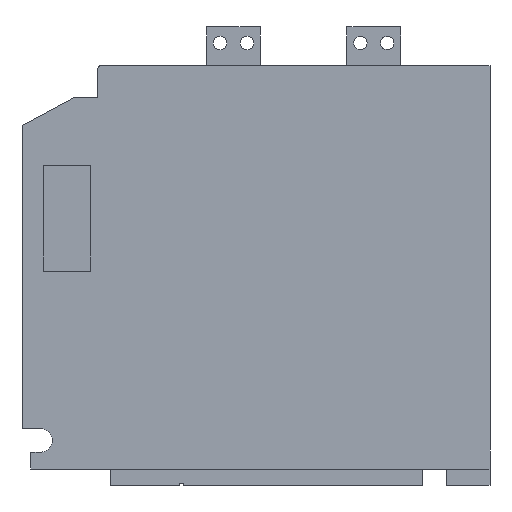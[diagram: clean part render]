
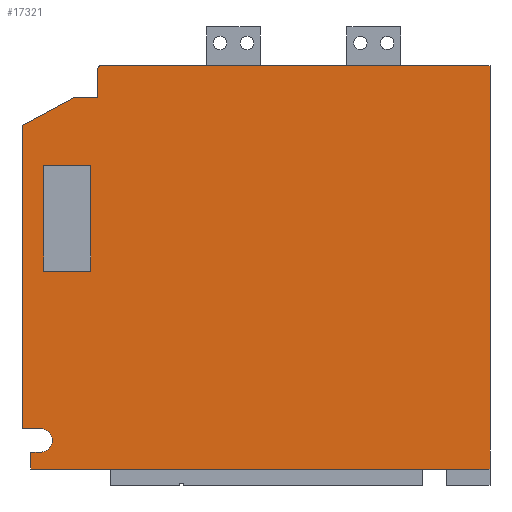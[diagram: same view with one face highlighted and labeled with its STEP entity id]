
A CAD part, left-side view. The second image highlights one B-rep face of the part: STEP entity #17321.
In plain terms, the highlighted planar face has unit normal (-1, 0, 0).
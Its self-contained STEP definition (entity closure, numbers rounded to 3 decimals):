
#24 = CIRCLE ( 'NONE', #2409, 3. ) ;
#78 = VERTEX_POINT ( 'NONE', #10910 ) ;
#256 = EDGE_CURVE ( 'NONE', #8294, #17886, #8667, .T. ) ;
#296 = DIRECTION ( 'NONE',  ( 0., -1., 0. ) ) ;
#321 = AXIS2_PLACEMENT_3D ( 'NONE', #9810, #15464, #8211 ) ;
#324 = LINE ( 'NONE', #11762, #15280 ) ;
#395 = ORIENTED_EDGE ( 'NONE', *, *, #14923, .F. ) ;
#548 = LINE ( 'NONE', #7518, #12159 ) ;
#652 = CARTESIAN_POINT ( 'NONE',  ( -142.5, 364.5, 345. ) ) ;
#794 = DIRECTION ( 'NONE',  ( 0., 1., 0. ) ) ;
#929 = CIRCLE ( 'NONE', #321, 10.897 ) ;
#956 = VERTEX_POINT ( 'NONE', #12627 ) ;
#1071 = CARTESIAN_POINT ( 'NONE',  ( -142.5, 427., 15.656 ) ) ;
#1185 = DIRECTION ( 'NONE',  ( -1., 0., 0. ) ) ;
#1567 = CARTESIAN_POINT ( 'NONE',  ( -142.5, 0., 375. ) ) ;
#2194 = CARTESIAN_POINT ( 'NONE',  ( -142.5, 361.5, 372. ) ) ;
#2409 = AXIS2_PLACEMENT_3D ( 'NONE', #2194, #1185, #5174 ) ;
#2621 = LINE ( 'NONE', #15523, #10913 ) ;
#2784 = VERTEX_POINT ( 'NONE', #17834 ) ;
#2817 = VERTEX_POINT ( 'NONE', #11242 ) ;
#2990 = VECTOR ( 'NONE', #11320, 1000. ) ;
#3166 = VECTOR ( 'NONE', #16297, 1000. ) ;
#3180 = ORIENTED_EDGE ( 'NONE', *, *, #256, .F. ) ;
#3253 = VECTOR ( 'NONE', #6741, 1000. ) ;
#3407 = LINE ( 'NONE', #9075, #17521 ) ;
#3731 = VERTEX_POINT ( 'NONE', #18311 ) ;
#3811 = EDGE_CURVE ( 'NONE', #14004, #2817, #548, .T. ) ;
#4245 = CARTESIAN_POINT ( 'NONE',  ( -142.5, 371., 282. ) ) ;
#4412 = EDGE_CURVE ( 'NONE', #10057, #12013, #16317, .T. ) ;
#4543 = PLANE ( 'NONE',  #7348 ) ;
#4573 = ORIENTED_EDGE ( 'NONE', *, *, #16910, .F. ) ;
#5056 = CARTESIAN_POINT ( 'NONE',  ( -142.5, 0., 0. ) ) ;
#5174 = DIRECTION ( 'NONE',  ( 0., 0., 1. ) ) ;
#5336 = VECTOR ( 'NONE', #296, 1000. ) ;
#5488 = EDGE_CURVE ( 'NONE', #17351, #9270, #3407, .T. ) ;
#5549 = ORIENTED_EDGE ( 'NONE', *, *, #5697, .F. ) ;
#5567 = EDGE_LOOP ( 'NONE', ( #10296, #4573, #16905, #6175, #9461, #8883, #3180, #5549, #15125, #7022, #15686, #13780 ) ) ;
#5598 = EDGE_CURVE ( 'NONE', #15611, #78, #24, .T. ) ;
#5697 = EDGE_CURVE ( 'NONE', #14004, #8294, #14009, .T. ) ;
#5828 = LINE ( 'NONE', #17167, #14168 ) ;
#5851 = VECTOR ( 'NONE', #15527, 1000. ) ;
#6121 = EDGE_CURVE ( 'NONE', #13370, #16968, #929, .T. ) ;
#6175 = ORIENTED_EDGE ( 'NONE', *, *, #11479, .T. ) ;
#6230 = DIRECTION ( 'NONE',  ( 0., 1., 0. ) ) ;
#6741 = DIRECTION ( 'NONE',  ( 0., 0., 1. ) ) ;
#6861 = DIRECTION ( 'NONE',  ( 0., 0., -1. ) ) ;
#7022 = ORIENTED_EDGE ( 'NONE', *, *, #9788, .F. ) ;
#7235 = FACE_BOUND ( 'NONE', #16484, .T. ) ;
#7348 = AXIS2_PLACEMENT_3D ( 'NONE', #1567, #11429, #15786 ) ;
#7421 = DIRECTION ( 'NONE',  ( 0., -1., 0. ) ) ;
#7465 = VERTEX_POINT ( 'NONE', #5056 ) ;
#7518 = CARTESIAN_POINT ( 'NONE',  ( -142.5, 435., 375. ) ) ;
#7793 = CARTESIAN_POINT ( 'NONE',  ( -142.5, 435., 319.314 ) ) ;
#7802 = DIRECTION ( 'NONE',  ( 0., 0., 1. ) ) ;
#8211 = DIRECTION ( 'NONE',  ( 0., 0., 1. ) ) ;
#8294 = VERTEX_POINT ( 'NONE', #12267 ) ;
#8363 = EDGE_CURVE ( 'NONE', #3731, #7465, #13829, .T. ) ;
#8568 = LINE ( 'NONE', #9691, #5851 ) ;
#8667 = LINE ( 'NONE', #14525, #5336 ) ;
#8745 = CARTESIAN_POINT ( 'NONE',  ( -142.5, 417.827, 37.45 ) ) ;
#8883 = ORIENTED_EDGE ( 'NONE', *, *, #17081, .F. ) ;
#9075 = CARTESIAN_POINT ( 'NONE',  ( -142.5, 371., 184. ) ) ;
#9270 = VERTEX_POINT ( 'NONE', #13109 ) ;
#9461 = ORIENTED_EDGE ( 'NONE', *, *, #5598, .T. ) ;
#9691 = CARTESIAN_POINT ( 'NONE',  ( -142.5, 415., 282. ) ) ;
#9788 = EDGE_CURVE ( 'NONE', #16968, #2817, #5828, .T. ) ;
#9810 = CARTESIAN_POINT ( 'NONE',  ( -142.5, 417.827, 26.553 ) ) ;
#10057 = VERTEX_POINT ( 'NONE', #14615 ) ;
#10216 = CARTESIAN_POINT ( 'NONE',  ( -142.5, 415., 184. ) ) ;
#10296 = ORIENTED_EDGE ( 'NONE', *, *, #4412, .F. ) ;
#10374 = DIRECTION ( 'NONE',  ( 0., 1., 0. ) ) ;
#10910 = CARTESIAN_POINT ( 'NONE',  ( -142.5, 364.5, 372. ) ) ;
#10913 = VECTOR ( 'NONE', #13858, 1000. ) ;
#10955 = EDGE_CURVE ( 'NONE', #12013, #13370, #12235, .T. ) ;
#11117 = CARTESIAN_POINT ( 'NONE',  ( -142.5, 364.5, 345. ) ) ;
#11139 = CARTESIAN_POINT ( 'NONE',  ( -142.5, 0., 375. ) ) ;
#11242 = CARTESIAN_POINT ( 'NONE',  ( -142.5, 435., 37.45 ) ) ;
#11320 = DIRECTION ( 'NONE',  ( 0., -0.88, 0.476 ) ) ;
#11429 = DIRECTION ( 'NONE',  ( -1., 0., 0. ) ) ;
#11459 = VECTOR ( 'NONE', #6861, 1000. ) ;
#11479 = EDGE_CURVE ( 'NONE', #3731, #15611, #2621, .T. ) ;
#11762 = CARTESIAN_POINT ( 'NONE',  ( -142.5, 371., 282. ) ) ;
#11801 = VECTOR ( 'NONE', #7802, 1000. ) ;
#11823 = LINE ( 'NONE', #16074, #16541 ) ;
#12013 = VERTEX_POINT ( 'NONE', #17441 ) ;
#12098 = LINE ( 'NONE', #652, #11801 ) ;
#12159 = VECTOR ( 'NONE', #16243, 1000. ) ;
#12235 = LINE ( 'NONE', #17963, #3166 ) ;
#12267 = CARTESIAN_POINT ( 'NONE',  ( -142.5, 387.5, 345. ) ) ;
#12627 = CARTESIAN_POINT ( 'NONE',  ( -142.5, 415., 282. ) ) ;
#12766 = CARTESIAN_POINT ( 'NONE',  ( -142.5, 361.5, 375. ) ) ;
#13109 = CARTESIAN_POINT ( 'NONE',  ( -142.5, 371., 184. ) ) ;
#13263 = ORIENTED_EDGE ( 'NONE', *, *, #16805, .F. ) ;
#13370 = VERTEX_POINT ( 'NONE', #16129 ) ;
#13419 = EDGE_CURVE ( 'NONE', #9270, #2784, #16975, .T. ) ;
#13780 = ORIENTED_EDGE ( 'NONE', *, *, #10955, .F. ) ;
#13829 = LINE ( 'NONE', #11139, #11459 ) ;
#13858 = DIRECTION ( 'NONE',  ( 0., 1., 0. ) ) ;
#14004 = VERTEX_POINT ( 'NONE', #7793 ) ;
#14009 = LINE ( 'NONE', #15486, #2990 ) ;
#14168 = VECTOR ( 'NONE', #794, 1000. ) ;
#14491 = FACE_OUTER_BOUND ( 'NONE', #5567, .T. ) ;
#14525 = CARTESIAN_POINT ( 'NONE',  ( -142.5, 435., 345. ) ) ;
#14615 = CARTESIAN_POINT ( 'NONE',  ( -142.5, 427., 0. ) ) ;
#14770 = ORIENTED_EDGE ( 'NONE', *, *, #5488, .F. ) ;
#14923 = EDGE_CURVE ( 'NONE', #2784, #956, #324, .T. ) ;
#15125 = ORIENTED_EDGE ( 'NONE', *, *, #3811, .T. ) ;
#15280 = VECTOR ( 'NONE', #10374, 1000. ) ;
#15287 = ORIENTED_EDGE ( 'NONE', *, *, #13419, .F. ) ;
#15400 = DIRECTION ( 'NONE',  ( 0., 0., 1. ) ) ;
#15464 = DIRECTION ( 'NONE',  ( -1., 0., 0. ) ) ;
#15486 = CARTESIAN_POINT ( 'NONE',  ( -142.5, 387.5, 345. ) ) ;
#15523 = CARTESIAN_POINT ( 'NONE',  ( -142.5, 0., 375. ) ) ;
#15527 = DIRECTION ( 'NONE',  ( 0., 0., -1. ) ) ;
#15611 = VERTEX_POINT ( 'NONE', #12766 ) ;
#15686 = ORIENTED_EDGE ( 'NONE', *, *, #6121, .F. ) ;
#15786 = DIRECTION ( 'NONE',  ( 0., 0., 1. ) ) ;
#15871 = VECTOR ( 'NONE', #15400, 1000. ) ;
#16074 = CARTESIAN_POINT ( 'NONE',  ( -142.5, 0., 0. ) ) ;
#16129 = CARTESIAN_POINT ( 'NONE',  ( -142.5, 417.827, 15.656 ) ) ;
#16243 = DIRECTION ( 'NONE',  ( 0., 0., -1. ) ) ;
#16297 = DIRECTION ( 'NONE',  ( 0., -1., 0. ) ) ;
#16317 = LINE ( 'NONE', #1071, #3253 ) ;
#16484 = EDGE_LOOP ( 'NONE', ( #395, #15287, #14770, #13263 ) ) ;
#16541 = VECTOR ( 'NONE', #6230, 1000. ) ;
#16805 = EDGE_CURVE ( 'NONE', #956, #17351, #8568, .T. ) ;
#16905 = ORIENTED_EDGE ( 'NONE', *, *, #8363, .F. ) ;
#16910 = EDGE_CURVE ( 'NONE', #7465, #10057, #11823, .T. ) ;
#16968 = VERTEX_POINT ( 'NONE', #8745 ) ;
#16975 = LINE ( 'NONE', #4245, #15871 ) ;
#17081 = EDGE_CURVE ( 'NONE', #17886, #78, #12098, .T. ) ;
#17167 = CARTESIAN_POINT ( 'NONE',  ( -142.5, 427.786, 37.45 ) ) ;
#17321 = ADVANCED_FACE ( 'NONE', ( #14491, #7235 ), #4543, .T. ) ;
#17351 = VERTEX_POINT ( 'NONE', #10216 ) ;
#17441 = CARTESIAN_POINT ( 'NONE',  ( -142.5, 427., 15.656 ) ) ;
#17521 = VECTOR ( 'NONE', #7421, 1000. ) ;
#17834 = CARTESIAN_POINT ( 'NONE',  ( -142.5, 371., 282. ) ) ;
#17886 = VERTEX_POINT ( 'NONE', #11117 ) ;
#17963 = CARTESIAN_POINT ( 'NONE',  ( -142.5, 427.786, 15.656 ) ) ;
#18311 = CARTESIAN_POINT ( 'NONE',  ( -142.5, 0., 375. ) ) ;
